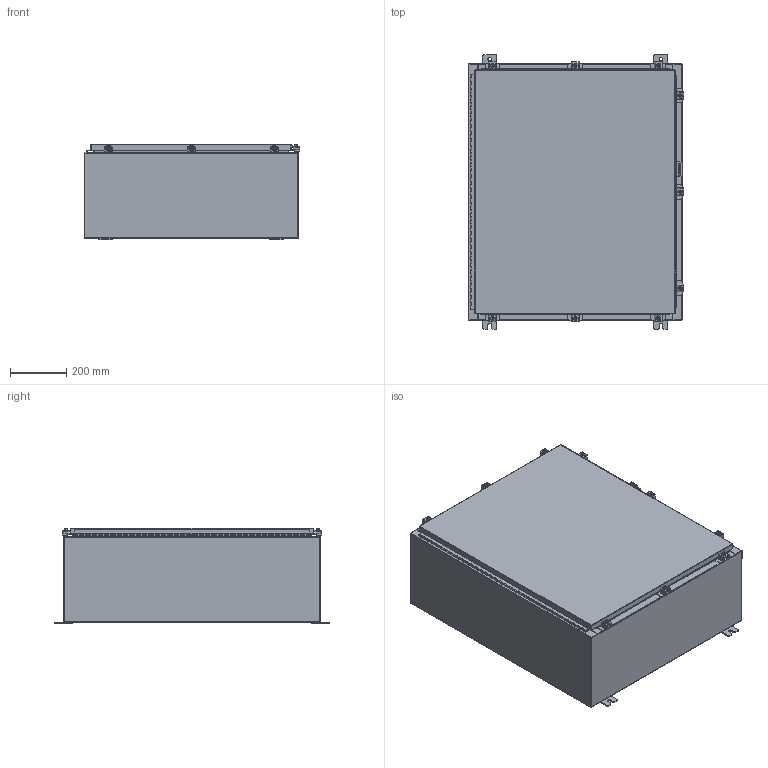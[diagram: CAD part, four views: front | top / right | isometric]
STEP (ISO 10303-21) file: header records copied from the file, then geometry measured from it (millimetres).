
FILE_DESCRIPTION (( 'STEP AP203' ), '1' );
FILE_NAME ('N36H3012SS6WP.STEP', '2014-01-15T16:44:23', ( 'changeme' ), ( 'Microsoft' ), 'SwSTEP 2.0', 'SolidWorks 2013', '' );
FILE_SCHEMA (( 'CONFIG_CONTROL_DESIGN' ));
Length unit declared in the file: inch
Products named in the file (20): N36H3012SS6WP Clamp Top; N36H3012SS6WP 125 Pin Hinge; N36H3012SS6WP Clamp Assembly; N36H3012SS6WP Mounting Feet; N36H3012SS6WP Standard Clamps; N36H3012SS6WP Padlock Staple; N36H3012SS6WP Cover; N36H3012SS6WP Padlock Hasp; N36H3012SS6WP Body; N36H3012SS6WP Enclosure Stiffener; N36H3012SS6WP Backpanel; N36H3012SS6WP Bottom; N36H3012SS6WP Clamp Bracket; N36H3012SS6WP Mounting Studs; N36H3012SS6WP Top; N36H3012SS6WP 22101002; N36H3012SS6WP Hinge Enclosure Side2; N36H3012SS6WP; N36H3012SS6WP 22104005_DEFAULT; N36H3012SS6WP Hinge Cover Side
Assembly tree (36 placements, depth 4):
  N36H3012SS6WP
    N36H3012SS6WP Backpanel
    N36H3012SS6WP Mounting Studs  x6
    N36H3012SS6WP 125 Pin Hinge
      N36H3012SS6WP Hinge Enclosure Side2
      N36H3012SS6WP Hinge Cover Side
    N36H3012SS6WP Mounting Feet  x4
    N36H3012SS6WP Padlock Staple
    N36H3012SS6WP Padlock Hasp
    N36H3012SS6WP Enclosure Stiffener
    N36H3012SS6WP Standard Clamps  x9
      N36H3012SS6WP Clamp Bracket
      N36H3012SS6WP Clamp Assembly
        N36H3012SS6WP 22101002  x2
        N36H3012SS6WP 22104005_DEFAULT
        N36H3012SS6WP Clamp Top
    N36H3012SS6WP Cover
    N36H3012SS6WP Body
    N36H3012SS6WP Bottom
    N36H3012SS6WP Top
Bounding box: 767.35 x 977.9 x 340.07 mm (x, y, z)
Volume: 6910858.6 mm3; surface area: 6820664.7 mm2
Topology: 65 solids, 65 shells, 2456 faces, 6184 edges, 3894 vertices
Faces by surface type: plane 1288, cylinder 1028, torus 66, cone 66, bspline 8
Entity records: 43212 total; most frequent: CARTESIAN_POINT 7445, DIRECTION 7248, ORIENTED_EDGE 6800, EDGE_CURVE 3400, AXIS2_PLACEMENT_3D 2517, LINE 2214, VECTOR 2214, VERTEX_POINT 2092
